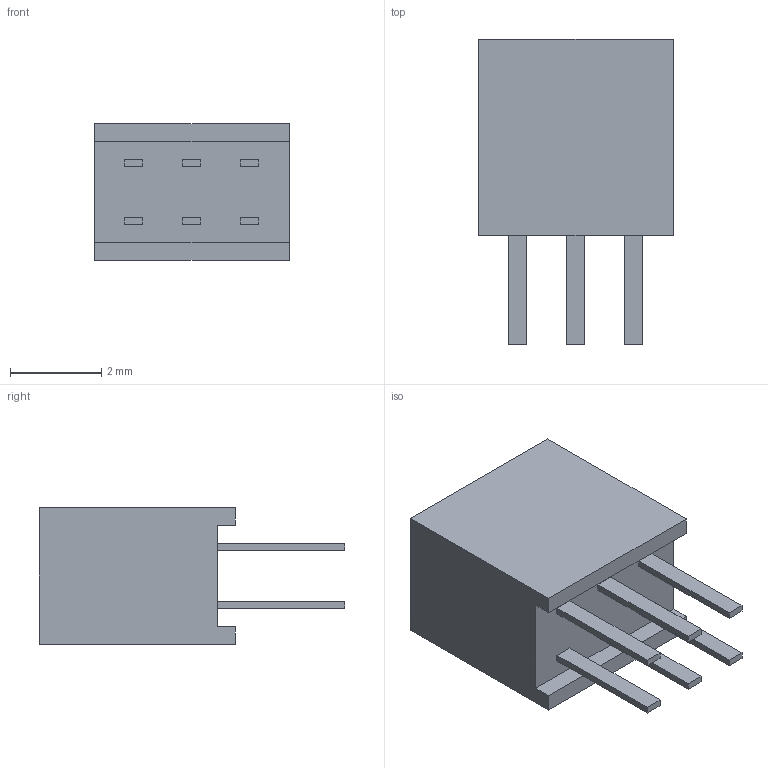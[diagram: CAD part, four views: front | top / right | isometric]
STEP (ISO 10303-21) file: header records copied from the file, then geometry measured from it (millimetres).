
FILE_DESCRIPTION((''),'2;1');
FILE_NAME('20021311-0006XXLFC','2009-07-22T',('msriniva'),('FCI - ELX Division'),'PRO/ENGINEER BY PARAMETRIC TECHNOLOGY CORPORATION, 2008010','PRO/ENGINEER BY PARAMETRIC TECHNOLOGY CORPORATION, 2008010','');
FILE_SCHEMA(('CONFIG_CONTROL_DESIGN'));
Length unit declared in the file: millimetre
Products named in the file (1): 20021311-0006XXLFC
Bounding box: 4.27 x 6.7 x 3 mm (x, y, z)
Volume: 51.5 mm3; surface area: 109.9 mm2
Topology: 1 solids, 1 shells, 70 faces, 168 edges, 112 vertices
Faces by surface type: plane 70
Entity records: 2030 total; most frequent: CARTESIAN_POINT 350, ORIENTED_EDGE 336, DIRECTION 308, VECTOR 168, LINE 168, EDGE_CURVE 168, VERTEX_POINT 112, EDGE_LOOP 82
